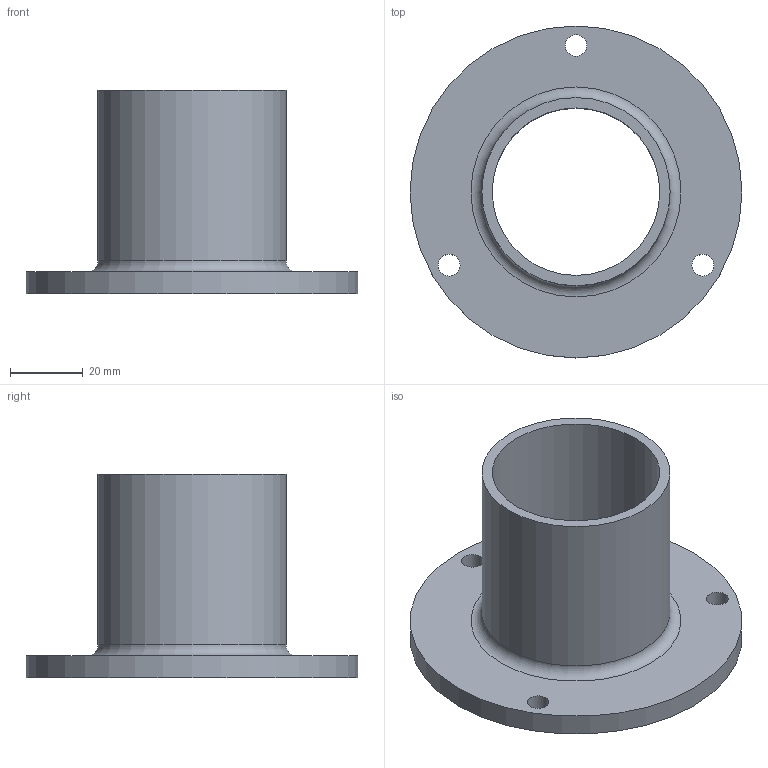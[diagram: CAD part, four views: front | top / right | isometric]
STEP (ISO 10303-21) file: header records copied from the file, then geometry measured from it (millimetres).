
FILE_DESCRIPTION(('FreeCAD Model'),'2;1');
FILE_NAME('Open CASCADE Shape Model','2022-07-11T16:46:43',('Author'),( ''),'Open CASCADE STEP processor 7.5','FreeCAD','Unknown');
FILE_SCHEMA(('AUTOMOTIVE_DESIGN { 1 0 10303 214 1 1 1 1 }'));
Length unit declared in the file: millimetre
Products named in the file (1): Fillet
Bounding box: 91.45 x 91.45 x 56 mm (x, y, z)
Volume: 51165.9 mm3; surface area: 27742.4 mm2
Topology: 1 solids, 1 shells, 10 faces, 20 edges, 13 vertices
Faces by surface type: cylinder 6, plane 3, torus 1
Full cylindrical faces by diameter (mm): 6 x3, 46.138 x1, 51.848 x1, 91.452 x1
Entity records: 575 total; most frequent: CARTESIAN_POINT 104, DIRECTION 91, ORIENTED_EDGE 40, PCURVE 40, DEFINITIONAL_REPRESENTATION 40, LINE 32, VECTOR 32, AXIS2_PLACEMENT_3D 25
